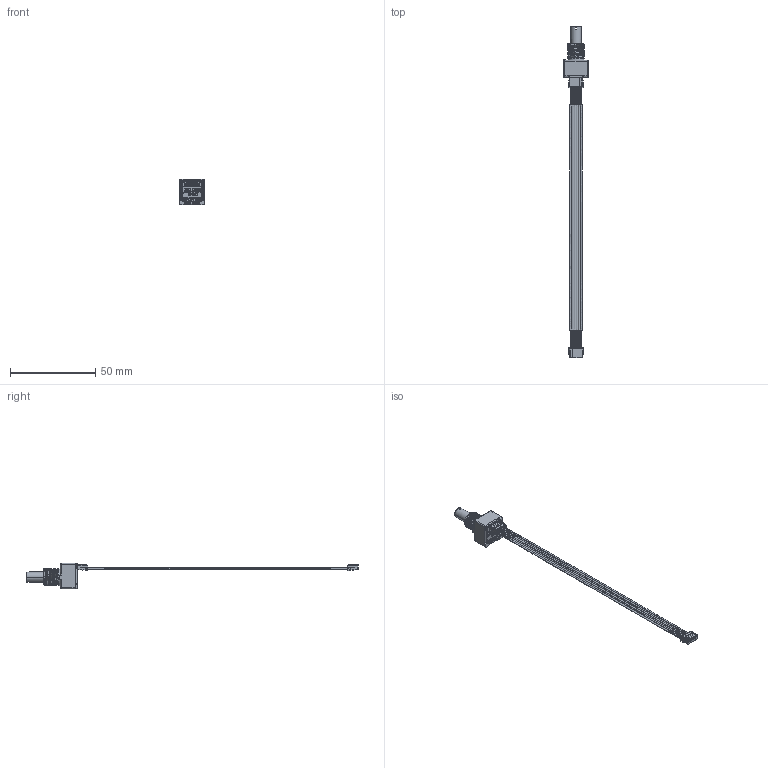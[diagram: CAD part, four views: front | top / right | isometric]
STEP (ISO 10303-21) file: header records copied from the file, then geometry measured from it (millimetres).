
FILE_DESCRIPTION((''),'2;1');
FILE_NAME('EM14_ASM','2013-11-19T',('RICKB'),('Bourns, Inc.'),'PRO/ENGINEER BY PARAMETRIC TECHNOLOGY CORPORATION, 2012230','PRO/ENGINEER BY PARAMETRIC TECHNOLOGY CORPORATION, 2012230','');
FILE_SCHEMA(('CONFIG_CONTROL_DESIGN'));
Products named in the file (3): 03180-31004; 54596-0610; EM14_ASM
Assembly tree (2 placements, depth 2):
  EM14_ASM
    03180-31004
    54596-0610
Bounding box: 14.25 x 194.52 x 14.76 mm (x, y, z)
Volume: 2919 mm3; surface area: 6872.3 mm2
Topology: 2 solids, 11 shells, 3263 faces, 9431 edges, 6152 vertices
Faces by surface type: plane 2672, cylinder 480, cone 45, bspline 44, extrusion 12, torus 6, sphere 4
Entity records: 110405 total; most frequent: CARTESIAN_POINT 24880, ORIENTED_EDGE 18866, DIRECTION 16206, EDGE_CURVE 9433, VECTOR 7812, LINE 7800, VERTEX_POINT 6154, AXIS2_PLACEMENT_3D 4197
